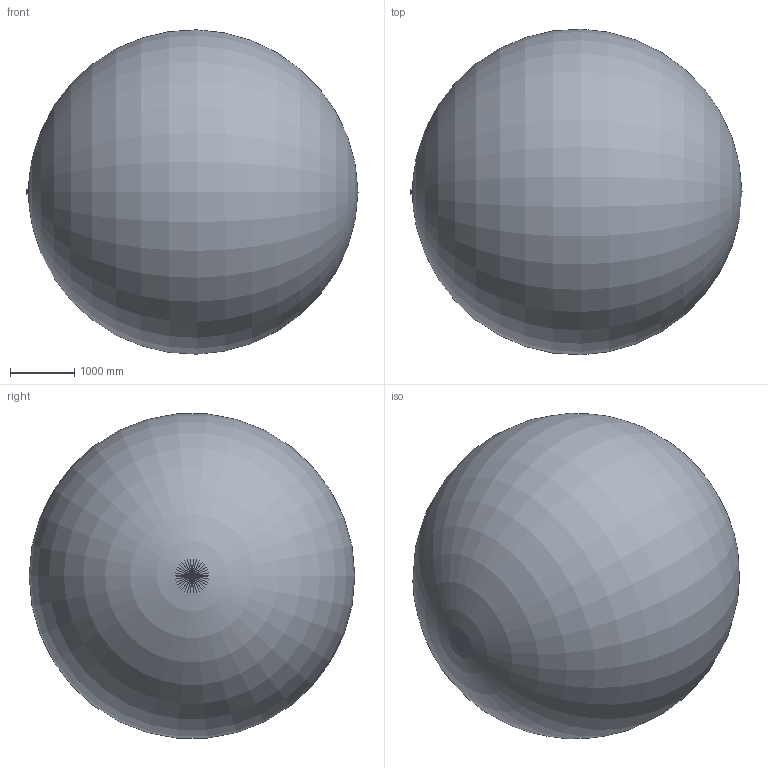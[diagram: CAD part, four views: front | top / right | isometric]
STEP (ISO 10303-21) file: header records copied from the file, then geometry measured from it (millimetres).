
FILE_DESCRIPTION(/* description */ ('Unknown'),/* implementation_level */ '2;1');
FILE_NAME(/* name */ 'GY011R-00',/* time_stamp */ '2024-10-30T18:03:41+01:00',/* author */ ('Unknown'),/* organization */ ('Unknown'),/* preprocessor_version */ 'ST-DEVELOPER v19.4',/* originating_system */ 'Solid Edge',/* authorisation */ 'Unknown');
FILE_SCHEMA (('AUTOMOTIVE_DESIGN {1 0 10303 214 3 1 1}'));
Products named in the file (4): GY011REXT-00; GY011-001_oa_0; GY011-01; CZ031-10
Assembly tree (3 placements, depth 3):
  GY011REXT-00
    GY011-001_oa_0
      GY011-01
    CZ031-10
Bounding box: 5155.22 x 5056.57 x 5035 mm (x, y, z)
Volume: 68282490251.4 mm3; surface area: 80814951.3 mm2
Topology: 2 solids, 2 shells, 1679 faces, 3927 edges, 1717 vertices
Faces by surface type: cylinder 558, bspline 366, sphere 360, plane 204, torus 186, cone 5
Full cylindrical faces by diameter (mm): 3.3 x1, 4.5 x1, 10.5 x1, 12.9 x1, 16 x1, 49 x1, 56.4 x1, 58.5 x1, 60.983 x1, 62 x1, 64 x1
Entity records: 58933 total; most frequent: CARTESIAN_POINT 14245, DIRECTION 7239, ORIENTED_EDGE 6698, EDGE_CURVE 3349, AXIS2_PLACEMENT_3D 3152, FACE_BOUND 1716, EDGE_LOOP 1714, VERTEX_POINT 1705
